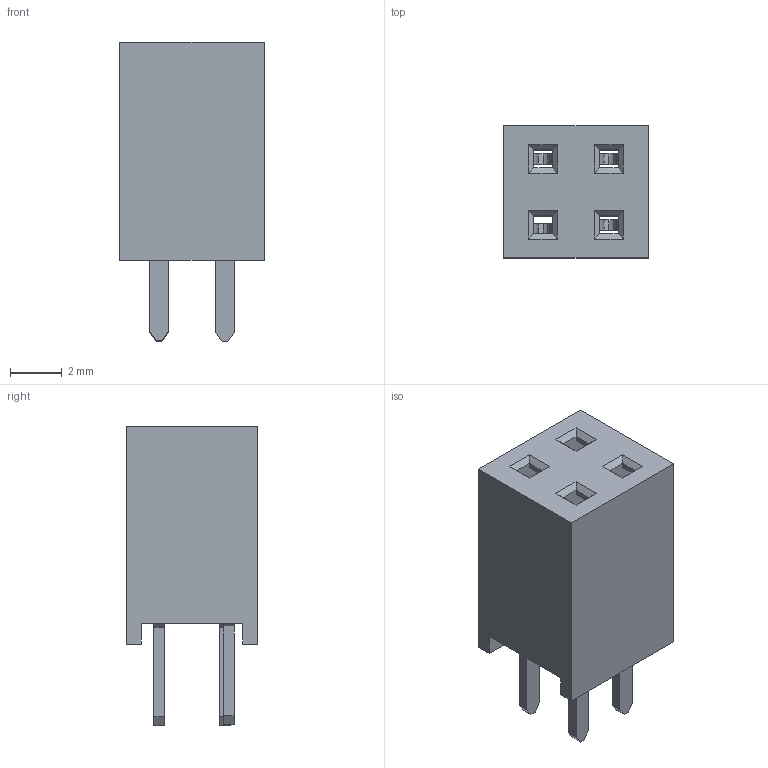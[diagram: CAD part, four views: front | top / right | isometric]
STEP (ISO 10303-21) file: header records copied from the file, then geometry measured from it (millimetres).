
FILE_DESCRIPTION( ( 'Unknown' ), '1' );
FILE_NAME( '61300421821.stp', 'Unknown', ( 'Unknown' ), ( 'Unknown' ), 'PSStep 17.0.49', 'Unknown', ' ' );
FILE_SCHEMA( ( 'AUTOMOTIVE_DESIGN { 1 0 10303 214 1 1 1 1 }' ) );
Length unit declared in the file: millimetre
Products named in the file (3): Assem1; 61300421821; 6130xx21821_PIN
Assembly tree (5 placements, depth 2):
  Assem1
    61300421821
    6130xx21821_PIN  x4
Bounding box: 5.58 x 5.08 x 11.55 mm (x, y, z)
Volume: 194.7 mm3; surface area: 521.1 mm2
Topology: 5 solids, 5 shells, 158 faces, 428 edges, 280 vertices
Faces by surface type: plane 142, extrusion 8, cylinder 8
Entity records: 3291 total; most frequent: CARTESIAN_POINT 482, ORIENTED_EDGE 442, DIRECTION 397, EDGE_CURVE 221, VECTOR 215, LINE 213, VERTEX_POINT 142, AXIS2_PLACEMENT_3D 91
